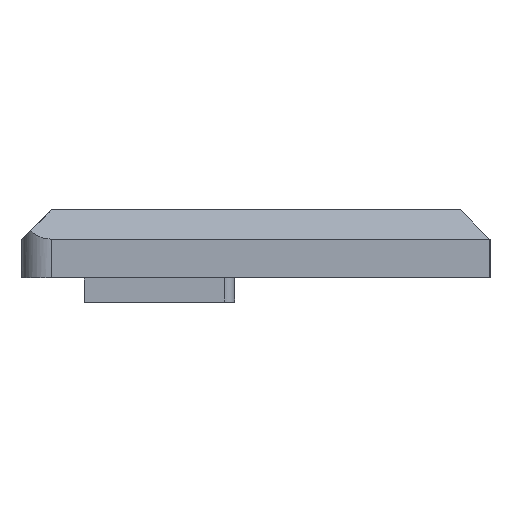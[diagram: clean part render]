
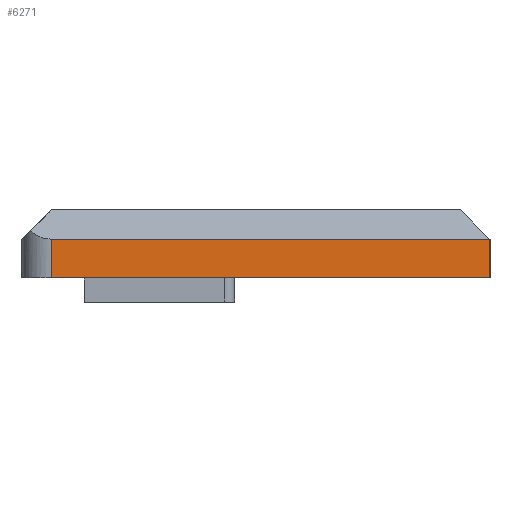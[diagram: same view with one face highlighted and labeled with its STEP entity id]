
A CAD part, left-side view. The second image highlights one B-rep face of the part: STEP entity #6271.
In plain terms, the highlighted planar face has unit normal (-1, 0, 0).
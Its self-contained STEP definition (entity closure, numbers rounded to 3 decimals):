
#289 = EDGE_CURVE ( 'NONE', #5860, #9244, #5144, .T. ) ;
#434 = VECTOR ( 'NONE', #4044, 1000. ) ;
#577 = CARTESIAN_POINT ( 'NONE',  ( -124.083, -15.395, 7. ) ) ;
#837 = CARTESIAN_POINT ( 'NONE',  ( -124.083, -15.395, 4. ) ) ;
#993 = DIRECTION ( 'NONE',  ( 0., -1., 0. ) ) ;
#1223 = CARTESIAN_POINT ( 'NONE',  ( -124.083, 29.9, 4. ) ) ;
#1426 = EDGE_CURVE ( 'NONE', #7357, #7667, #4119, .T. ) ;
#1451 = DIRECTION ( 'NONE',  ( 1., 0., 0. ) ) ;
#1678 = CARTESIAN_POINT ( 'NONE',  ( -124.083, 29.9, 4. ) ) ;
#2422 = CARTESIAN_POINT ( 'NONE',  ( -124.083, 29.9, 7. ) ) ;
#3012 = EDGE_LOOP ( 'NONE', ( #4006, #7299, #5791, #3365 ) ) ;
#3365 = ORIENTED_EDGE ( 'NONE', *, *, #4041, .F. ) ;
#3514 = VECTOR ( 'NONE', #9216, 1000. ) ;
#3597 = CARTESIAN_POINT ( 'NONE',  ( -124.083, 29.9, 0. ) ) ;
#3947 = CARTESIAN_POINT ( 'NONE',  ( -124.083, -15.395, 7. ) ) ;
#4006 = ORIENTED_EDGE ( 'NONE', *, *, #289, .T. ) ;
#4041 = EDGE_CURVE ( 'NONE', #5860, #7667, #9402, .T. ) ;
#4044 = DIRECTION ( 'NONE',  ( 0., 0., -1. ) ) ;
#4119 = LINE ( 'NONE', #4166, #4700 ) ;
#4166 = CARTESIAN_POINT ( 'NONE',  ( -124.083, -15.395, 0. ) ) ;
#4617 = LINE ( 'NONE', #2422, #434 ) ;
#4628 = DIRECTION ( 'NONE',  ( 0., 1., 0. ) ) ;
#4700 = VECTOR ( 'NONE', #993, 1000. ) ;
#5144 = LINE ( 'NONE', #1223, #3514 ) ;
#5374 = DIRECTION ( 'NONE',  ( 0., 0., -1. ) ) ;
#5407 = PLANE ( 'NONE',  #5574 ) ;
#5574 = AXIS2_PLACEMENT_3D ( 'NONE', #3947, #1451, #4628 ) ;
#5791 = ORIENTED_EDGE ( 'NONE', *, *, #1426, .T. ) ;
#5860 = VERTEX_POINT ( 'NONE', #837 ) ;
#6271 = ADVANCED_FACE ( 'NONE', ( #8692 ), #5407, .F. ) ;
#6555 = VECTOR ( 'NONE', #5374, 1000. ) ;
#6812 = CARTESIAN_POINT ( 'NONE',  ( -124.083, -15.395, 0. ) ) ;
#7299 = ORIENTED_EDGE ( 'NONE', *, *, #7790, .T. ) ;
#7357 = VERTEX_POINT ( 'NONE', #3597 ) ;
#7667 = VERTEX_POINT ( 'NONE', #6812 ) ;
#7790 = EDGE_CURVE ( 'NONE', #9244, #7357, #4617, .T. ) ;
#8692 = FACE_OUTER_BOUND ( 'NONE', #3012, .T. ) ;
#9216 = DIRECTION ( 'NONE',  ( 0., 1., 0. ) ) ;
#9244 = VERTEX_POINT ( 'NONE', #1678 ) ;
#9402 = LINE ( 'NONE', #577, #6555 ) ;
